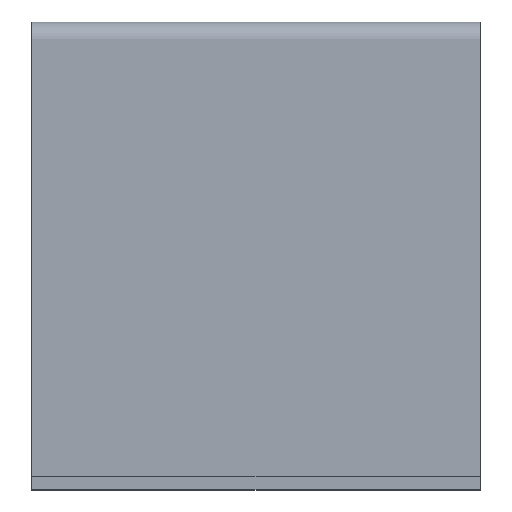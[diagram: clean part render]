
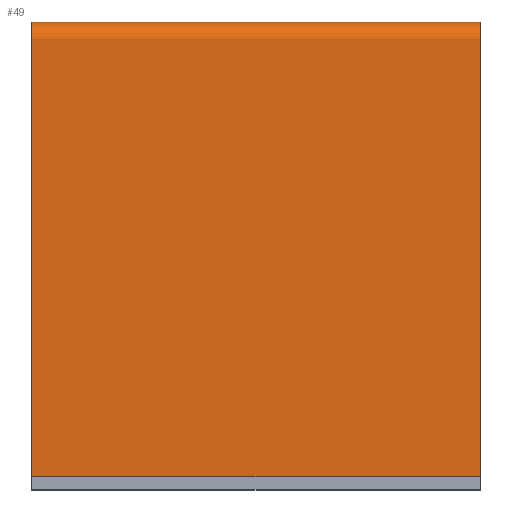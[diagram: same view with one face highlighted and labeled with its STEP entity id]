
A CAD part, left-side view. The second image highlights one B-rep face of the part: STEP entity #49.
In plain terms, the highlighted free-form (B-spline) face has degree [2, 1] with [11, 2] control points.
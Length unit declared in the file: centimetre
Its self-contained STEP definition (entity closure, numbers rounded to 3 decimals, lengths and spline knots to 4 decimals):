
#16=(
BOUNDED_SURFACE()
B_SPLINE_SURFACE(2,1,((#732,#733),(#734,#735),(#736,#737),(#738,#739),(#740,
#741),(#742,#743),(#744,#745),(#746,#747),(#748,#749),(#750,#751),(#752,
#753)),.UNSPECIFIED.,.F.,.F.,.F.)
B_SPLINE_SURFACE_WITH_KNOTS((3,2,2,2,2,3),(2,2),(-1218.1991,-1148.1991,
-1143.4867,-989.4867,-984.7743,-914.7743),
(0.,70.),.UNSPECIFIED.)
GEOMETRIC_REPRESENTATION_ITEM()
RATIONAL_B_SPLINE_SURFACE(((1.,1.),(1.,1.),(1.,1.),(0.707,0.707),
(1.,1.),(1.,1.),(1.,1.),(0.707,0.707),(1.,1.),(1.,
1.),(1.,1.)))
REPRESENTATION_ITEM($)
SURFACE()
);
#21=(
BOUNDED_CURVE()
B_SPLINE_CURVE(2,(#678,#679,#680,#681,#682,#683,#684,#685,#686,#687,#688),
.UNSPECIFIED.,.F.,.F.)
B_SPLINE_CURVE_WITH_KNOTS((3,2,2,2,2,3),(914.7743,984.7743,
989.4867,1143.4867,1148.1991,1218.1991),.UNSPECIFIED.)
CURVE()
GEOMETRIC_REPRESENTATION_ITEM()
RATIONAL_B_SPLINE_CURVE((1.,1.,1.,0.707,1.,1.,1.,0.707,
1.,1.,1.))
REPRESENTATION_ITEM($)
);
#23=(
BOUNDED_CURVE()
B_SPLINE_CURVE(2,(#698,#699,#700,#701,#702,#703,#704,#705,#706,#707,#708),
.UNSPECIFIED.,.F.,.F.)
B_SPLINE_CURVE_WITH_KNOTS((3,2,2,2,2,3),(914.7743,984.7743,
989.4867,1143.4867,1148.1991,1218.1991),.UNSPECIFIED.)
CURVE()
GEOMETRIC_REPRESENTATION_ITEM()
RATIONAL_B_SPLINE_CURVE((1.,1.,1.,0.707,1.,1.,1.,0.707,
1.,1.,1.))
REPRESENTATION_ITEM($)
);
#49=ADVANCED_FACE($,(#72),#16,.T.);
#72=FACE_OUTER_BOUND($,#95,.T.);
#95=EDGE_LOOP($,(#180,#181,#182,#183));
#180=ORIENTED_EDGE($,*,*,#253,.T.);
#181=ORIENTED_EDGE($,*,*,#249,.T.);
#182=ORIENTED_EDGE($,*,*,#252,.F.);
#183=ORIENTED_EDGE($,*,*,#245,.F.);
#245=EDGE_CURVE($,#291,#290,#21,.T.);
#249=EDGE_CURVE($,#295,#294,#23,.T.);
#252=EDGE_CURVE($,#290,#294,#371,.T.);
#253=EDGE_CURVE($,#291,#295,#372,.T.);
#290=VERTEX_POINT($,#772);
#291=VERTEX_POINT($,#773);
#294=VERTEX_POINT($,#776);
#295=VERTEX_POINT($,#777);
#371=B_SPLINE_CURVE_WITH_KNOTS($,1,(#713,#714),.UNSPECIFIED.,.F.,.F.,(2,
2),(0.,70.),.UNSPECIFIED.);
#372=B_SPLINE_CURVE_WITH_KNOTS($,1,(#715,#716),.UNSPECIFIED.,.F.,.F.,(2,
2),(0.,70.),.UNSPECIFIED.);
#678=CARTESIAN_POINT($,(160.,0.,0.));
#679=CARTESIAN_POINT($,(160.,0.,35.));
#680=CARTESIAN_POINT($,(160.,0.,70.));
#681=CARTESIAN_POINT($,(160.,0.,73.));
#682=CARTESIAN_POINT($,(157.,0.,73.));
#683=CARTESIAN_POINT($,(80.,0.,73.));
#684=CARTESIAN_POINT($,(3.,0.,73.));
#685=CARTESIAN_POINT($,(0.,0.,73.));
#686=CARTESIAN_POINT($,(0.,0.,70.));
#687=CARTESIAN_POINT($,(0.,0.,35.));
#688=CARTESIAN_POINT($,(0.,0.,0.));
#698=CARTESIAN_POINT($,(160.,70.,0.));
#699=CARTESIAN_POINT($,(160.,70.,35.));
#700=CARTESIAN_POINT($,(160.,70.,70.));
#701=CARTESIAN_POINT($,(160.,70.,73.));
#702=CARTESIAN_POINT($,(157.,70.,73.));
#703=CARTESIAN_POINT($,(80.,70.,73.));
#704=CARTESIAN_POINT($,(3.,70.,73.));
#705=CARTESIAN_POINT($,(0.,70.,73.));
#706=CARTESIAN_POINT($,(0.,70.,70.));
#707=CARTESIAN_POINT($,(0.,70.,35.));
#708=CARTESIAN_POINT($,(0.,70.,0.));
#713=CARTESIAN_POINT($,(0.,0.,0.));
#714=CARTESIAN_POINT($,(0.,70.,0.));
#715=CARTESIAN_POINT($,(160.,0.,0.));
#716=CARTESIAN_POINT($,(160.,70.,0.));
#732=CARTESIAN_POINT($,(0.,0.,0.));
#733=CARTESIAN_POINT($,(0.,70.,0.));
#734=CARTESIAN_POINT($,(0.,0.,35.));
#735=CARTESIAN_POINT($,(0.,70.,35.));
#736=CARTESIAN_POINT($,(0.,0.,70.));
#737=CARTESIAN_POINT($,(0.,70.,70.));
#738=CARTESIAN_POINT($,(0.,0.,73.));
#739=CARTESIAN_POINT($,(0.,70.,73.));
#740=CARTESIAN_POINT($,(3.,0.,73.));
#741=CARTESIAN_POINT($,(3.,70.,73.));
#742=CARTESIAN_POINT($,(80.,0.,73.));
#743=CARTESIAN_POINT($,(80.,70.,73.));
#744=CARTESIAN_POINT($,(157.,0.,73.));
#745=CARTESIAN_POINT($,(157.,70.,73.));
#746=CARTESIAN_POINT($,(160.,0.,73.));
#747=CARTESIAN_POINT($,(160.,70.,73.));
#748=CARTESIAN_POINT($,(160.,0.,70.));
#749=CARTESIAN_POINT($,(160.,70.,70.));
#750=CARTESIAN_POINT($,(160.,0.,35.));
#751=CARTESIAN_POINT($,(160.,70.,35.));
#752=CARTESIAN_POINT($,(160.,0.,0.));
#753=CARTESIAN_POINT($,(160.,70.,0.));
#772=CARTESIAN_POINT($,(0.,0.,0.));
#773=CARTESIAN_POINT($,(160.,0.,0.));
#776=CARTESIAN_POINT($,(0.,70.,0.));
#777=CARTESIAN_POINT($,(160.,70.,0.));
